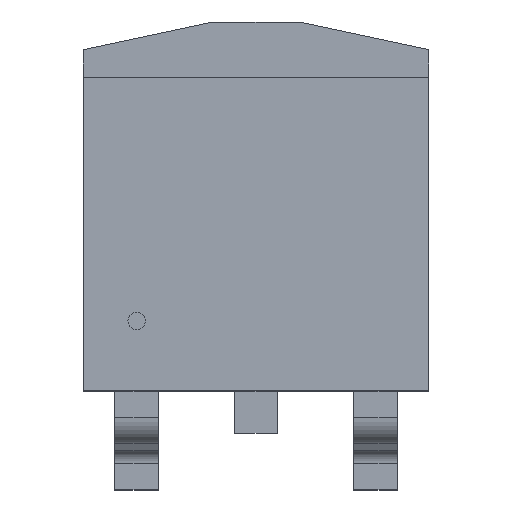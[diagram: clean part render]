
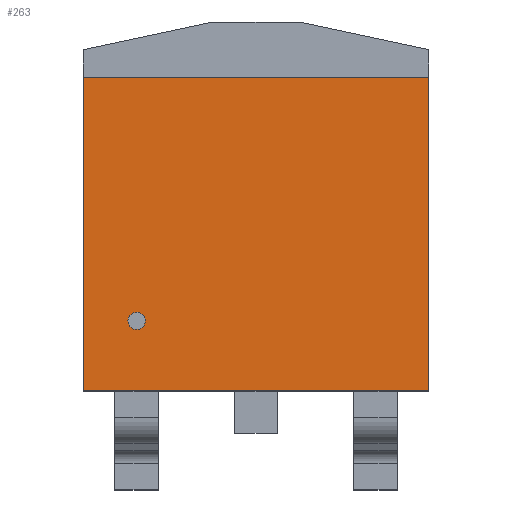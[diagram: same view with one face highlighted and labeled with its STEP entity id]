
A CAD part, top view. The second image highlights one B-rep face of the part: STEP entity #263.
In plain terms, the highlighted planar face has unit normal (0, 0, 1).
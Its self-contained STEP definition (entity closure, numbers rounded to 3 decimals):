
#131=CARTESIAN_POINT('',(3.302,-3.531,2.388));
#132=VERTEX_POINT('',#131);
#139=CARTESIAN_POINT('',(-3.302,-3.531,2.388));
#140=VERTEX_POINT('',#139);
#141=CARTESIAN_POINT('',(-3.302,-3.531,2.388));
#142=DIRECTION('',(1.,-0.,-0.));
#143=VECTOR('',#142,6.604);
#144=LINE('',#141,#143);
#145=EDGE_CURVE('',#140,#132,#144,.T.);
#169=CARTESIAN_POINT('',(3.302,2.471,2.388));
#170=VERTEX_POINT('',#169);
#177=CARTESIAN_POINT('',(3.302,-3.531,2.388));
#178=DIRECTION('',(0.,1.,0.));
#179=VECTOR('',#178,6.002);
#180=LINE('',#177,#179);
#181=EDGE_CURVE('',#132,#170,#180,.T.);
#200=CARTESIAN_POINT('',(-3.302,2.471,2.388));
#201=VERTEX_POINT('',#200);
#208=CARTESIAN_POINT('',(3.302,2.471,2.388));
#209=DIRECTION('',(-1.,0.,0.));
#210=VECTOR('',#209,6.604);
#211=LINE('',#208,#210);
#212=EDGE_CURVE('',#170,#201,#211,.T.);
#230=CARTESIAN_POINT('',(-3.302,2.471,2.388));
#231=DIRECTION('',(-0.,-1.,-0.));
#232=VECTOR('',#231,6.002);
#233=LINE('',#230,#232);
#234=EDGE_CURVE('',#201,#140,#233,.T.);
#252=CARTESIAN_POINT('',(-3.302,-3.531,2.388));
#253=DIRECTION('',(0.,0.,1.));
#254=DIRECTION('',(0.,1.,0.));
#255=AXIS2_PLACEMENT_3D('',#252,#253,#254);
#256=PLANE('',#255);
#257=ORIENTED_EDGE('',*,*,#145,.T.);
#258=ORIENTED_EDGE('',*,*,#181,.T.);
#259=ORIENTED_EDGE('',*,*,#212,.T.);
#260=ORIENTED_EDGE('',*,*,#234,.T.);
#261=EDGE_LOOP('',(#257,#258,#259,#260));
#262=FACE_BOUND('',#261,.T.);
#263=ADVANCED_FACE('',(#262),#256,.T.);
